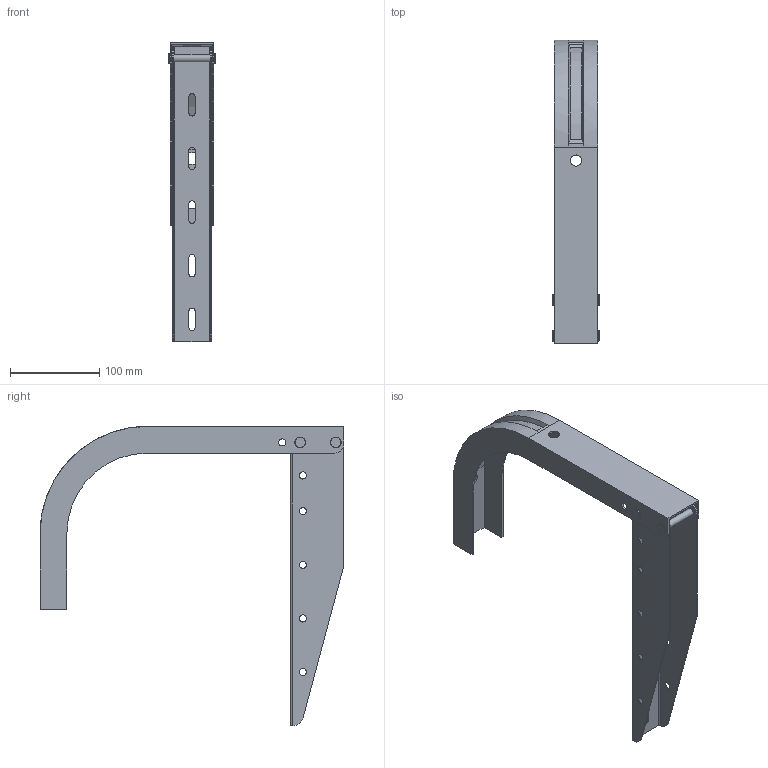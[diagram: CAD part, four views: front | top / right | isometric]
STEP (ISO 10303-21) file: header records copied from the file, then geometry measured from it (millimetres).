
FILE_DESCRIPTION (( 'STEP AP203' ), '1' );
FILE_NAME ('Êîíñîëü ïîòîëî÷íàÿ BBA-20_BBA2030.STEP', '2012-11-22T08:12:43', ( 'Àñååâ' ), ( '' ), 'SwSTEP 2.0', 'SolidWorks 2012', '' );
FILE_SCHEMA (( 'CONFIG_CONTROL_DESIGN' ));
Length unit declared in the file: millimetre
Products named in the file (1): Êîíñîëü ïîòîëî÷íàÿ BBA-20_BBA2030
Bounding box: 53 x 340 x 335 mm (x, y, z)
Volume: 170400.6 mm3; surface area: 193047.3 mm2
Topology: 1 solids, 1 shells, 131 faces, 339 edges, 218 vertices
Faces by surface type: cylinder 59, plane 58, torus 10, cone 4
Full cylindrical faces by diameter (mm): 5.2 x2, 8 x20, 12 x4, 12.5 x2
Entity records: 3962 total; most frequent: CARTESIAN_POINT 681, DIRECTION 671, ORIENTED_EDGE 590, EDGE_CURVE 295, AXIS2_PLACEMENT_3D 258, EDGE_LOOP 231, VERTEX_POINT 212, FACE_OUTER_BOUND 169
